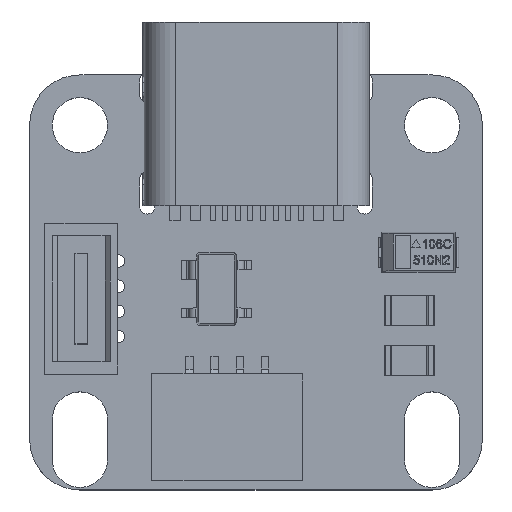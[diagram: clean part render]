
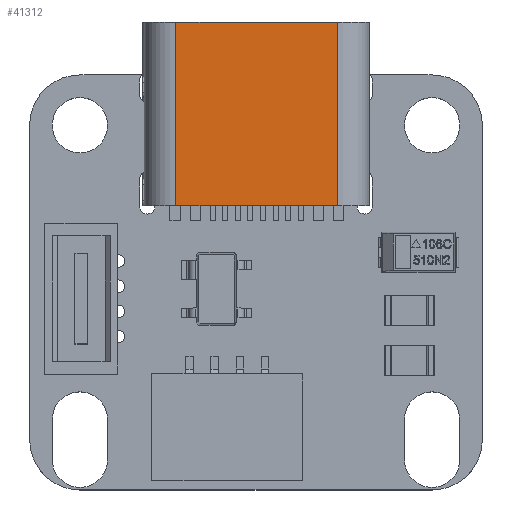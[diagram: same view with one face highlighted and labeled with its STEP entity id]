
A CAD part, top view. The second image highlights one B-rep face of the part: STEP entity #41312.
In plain terms, the highlighted face is planar.
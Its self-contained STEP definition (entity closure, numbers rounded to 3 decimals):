
#32035 = PLANE('',#32036);
#32036 = AXIS2_PLACEMENT_3D('',#32037,#32038,#32039);
#32037 = CARTESIAN_POINT('',(4.47,1.605,-7.3));
#32038 = DIRECTION('',(0.,0.,-1.));
#32039 = DIRECTION('',(-1.,0.,0.));
#34270 = VERTEX_POINT('',#34271);
#34271 = CARTESIAN_POINT('',(1.255,3.21,-7.3));
#34290 = CYLINDRICAL_SURFACE('',#34291,1.255);
#34291 = AXIS2_PLACEMENT_3D('',#34292,#34293,#34294);
#34292 = CARTESIAN_POINT('',(1.255,1.955,0.));
#34293 = DIRECTION('',(0.,0.,-1.));
#34294 = DIRECTION('',(-0.707,0.707,0.));
#34324 = EDGE_CURVE('',#34270,#34325,#34327,.T.);
#34325 = VERTEX_POINT('',#34326);
#34326 = CARTESIAN_POINT('',(7.685,3.21,-7.3));
#34327 = SURFACE_CURVE('',#34328,(#34332,#34339),.PCURVE_S1.);
#34328 = LINE('',#34329,#34330);
#34329 = CARTESIAN_POINT('',(8.94,3.21,-7.3));
#34330 = VECTOR('',#34331,1.);
#34331 = DIRECTION('',(1.,0.,0.));
#34332 = PCURVE('',#32035,#34333);
#34333 = DEFINITIONAL_REPRESENTATION('',(#34334),#34338);
#34334 = LINE('',#34335,#34336);
#34335 = CARTESIAN_POINT('',(-4.47,1.605));
#34336 = VECTOR('',#34337,1.);
#34337 = DIRECTION('',(-1.,0.));
#34338 = ( GEOMETRIC_REPRESENTATION_CONTEXT(2) 
PARAMETRIC_REPRESENTATION_CONTEXT() REPRESENTATION_CONTEXT('2D SPACE',''
  ) );
#34339 = PCURVE('',#34340,#34345);
#34340 = PLANE('',#34341);
#34341 = AXIS2_PLACEMENT_3D('',#34342,#34343,#34344);
#34342 = CARTESIAN_POINT('',(0.,3.21,0.));
#34343 = DIRECTION('',(0.,1.,0.));
#34344 = DIRECTION('',(1.,0.,0.));
#34345 = DEFINITIONAL_REPRESENTATION('',(#34346),#34350);
#34346 = LINE('',#34347,#34348);
#34347 = CARTESIAN_POINT('',(8.94,7.3));
#34348 = VECTOR('',#34349,1.);
#34349 = DIRECTION('',(1.,0.));
#34350 = ( GEOMETRIC_REPRESENTATION_CONTEXT(2) 
PARAMETRIC_REPRESENTATION_CONTEXT() REPRESENTATION_CONTEXT('2D SPACE',''
  ) );
#34373 = CYLINDRICAL_SURFACE('',#34374,1.255);
#34374 = AXIS2_PLACEMENT_3D('',#34375,#34376,#34377);
#34375 = CARTESIAN_POINT('',(7.685,1.955,0.));
#34376 = DIRECTION('',(0.,0.,-1.));
#34377 = DIRECTION('',(0.707,0.707,0.));
#36500 = PLANE('',#36501);
#36501 = AXIS2_PLACEMENT_3D('',#36502,#36503,#36504);
#36502 = CARTESIAN_POINT('',(4.47,1.605,0.));
#36503 = DIRECTION('',(0.,0.,1.));
#36504 = DIRECTION('',(1.,0.,0.));
#40998 = VERTEX_POINT('',#40999);
#40999 = CARTESIAN_POINT('',(7.685,3.21,0.));
#41047 = EDGE_CURVE('',#40998,#41048,#41050,.T.);
#41048 = VERTEX_POINT('',#41049);
#41049 = CARTESIAN_POINT('',(1.255,3.21,0.));
#41050 = SURFACE_CURVE('',#41051,(#41055,#41062),.PCURVE_S1.);
#41051 = LINE('',#41052,#41053);
#41052 = CARTESIAN_POINT('',(8.94,3.21,0.));
#41053 = VECTOR('',#41054,1.);
#41054 = DIRECTION('',(-1.,0.,0.));
#41055 = PCURVE('',#36500,#41056);
#41056 = DEFINITIONAL_REPRESENTATION('',(#41057),#41061);
#41057 = LINE('',#41058,#41059);
#41058 = CARTESIAN_POINT('',(4.47,1.605));
#41059 = VECTOR('',#41060,1.);
#41060 = DIRECTION('',(-1.,0.));
#41061 = ( GEOMETRIC_REPRESENTATION_CONTEXT(2) 
PARAMETRIC_REPRESENTATION_CONTEXT() REPRESENTATION_CONTEXT('2D SPACE',''
  ) );
#41062 = PCURVE('',#34340,#41063);
#41063 = DEFINITIONAL_REPRESENTATION('',(#41064),#41068);
#41064 = LINE('',#41065,#41066);
#41065 = CARTESIAN_POINT('',(8.94,0.));
#41066 = VECTOR('',#41067,1.);
#41067 = DIRECTION('',(-1.,0.));
#41068 = ( GEOMETRIC_REPRESENTATION_CONTEXT(2) 
PARAMETRIC_REPRESENTATION_CONTEXT() REPRESENTATION_CONTEXT('2D SPACE',''
  ) );
#41155 = EDGE_CURVE('',#34325,#40998,#41156,.T.);
#41156 = SURFACE_CURVE('',#41157,(#41161,#41168),.PCURVE_S1.);
#41157 = LINE('',#41158,#41159);
#41158 = CARTESIAN_POINT('',(7.685,3.21,0.));
#41159 = VECTOR('',#41160,1.);
#41160 = DIRECTION('',(0.,0.,1.));
#41161 = PCURVE('',#34373,#41162);
#41162 = DEFINITIONAL_REPRESENTATION('',(#41163),#41167);
#41163 = LINE('',#41164,#41165);
#41164 = CARTESIAN_POINT('',(5.498,0.));
#41165 = VECTOR('',#41166,1.);
#41166 = DIRECTION('',(0.,-1.));
#41167 = ( GEOMETRIC_REPRESENTATION_CONTEXT(2) 
PARAMETRIC_REPRESENTATION_CONTEXT() REPRESENTATION_CONTEXT('2D SPACE',''
  ) );
#41168 = PCURVE('',#34340,#41169);
#41169 = DEFINITIONAL_REPRESENTATION('',(#41170),#41174);
#41170 = LINE('',#41171,#41172);
#41171 = CARTESIAN_POINT('',(7.685,0.));
#41172 = VECTOR('',#41173,1.);
#41173 = DIRECTION('',(0.,-1.));
#41174 = ( GEOMETRIC_REPRESENTATION_CONTEXT(2) 
PARAMETRIC_REPRESENTATION_CONTEXT() REPRESENTATION_CONTEXT('2D SPACE',''
  ) );
#41184 = EDGE_CURVE('',#41048,#34270,#41185,.T.);
#41185 = SURFACE_CURVE('',#41186,(#41190,#41197),.PCURVE_S1.);
#41186 = LINE('',#41187,#41188);
#41187 = CARTESIAN_POINT('',(1.255,3.21,0.));
#41188 = VECTOR('',#41189,1.);
#41189 = DIRECTION('',(0.,0.,-1.));
#41190 = PCURVE('',#34290,#41191);
#41191 = DEFINITIONAL_REPRESENTATION('',(#41192),#41196);
#41192 = LINE('',#41193,#41194);
#41193 = CARTESIAN_POINT('',(7.069,0.));
#41194 = VECTOR('',#41195,1.);
#41195 = DIRECTION('',(0.,1.));
#41196 = ( GEOMETRIC_REPRESENTATION_CONTEXT(2) 
PARAMETRIC_REPRESENTATION_CONTEXT() REPRESENTATION_CONTEXT('2D SPACE',''
  ) );
#41197 = PCURVE('',#34340,#41198);
#41198 = DEFINITIONAL_REPRESENTATION('',(#41199),#41203);
#41199 = LINE('',#41200,#41201);
#41200 = CARTESIAN_POINT('',(1.255,0.));
#41201 = VECTOR('',#41202,1.);
#41202 = DIRECTION('',(0.,1.));
#41203 = ( GEOMETRIC_REPRESENTATION_CONTEXT(2) 
PARAMETRIC_REPRESENTATION_CONTEXT() REPRESENTATION_CONTEXT('2D SPACE',''
  ) );
#41312 = ADVANCED_FACE('',(#41313),#34340,.T.);
#41313 = FACE_BOUND('',#41314,.T.);
#41314 = EDGE_LOOP('',(#41315,#41316,#41317,#41318));
#41315 = ORIENTED_EDGE('',*,*,#41155,.F.);
#41316 = ORIENTED_EDGE('',*,*,#34324,.F.);
#41317 = ORIENTED_EDGE('',*,*,#41184,.F.);
#41318 = ORIENTED_EDGE('',*,*,#41047,.F.);
